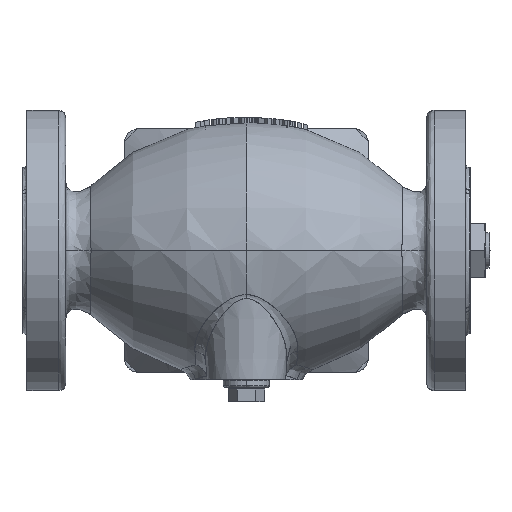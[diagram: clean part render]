
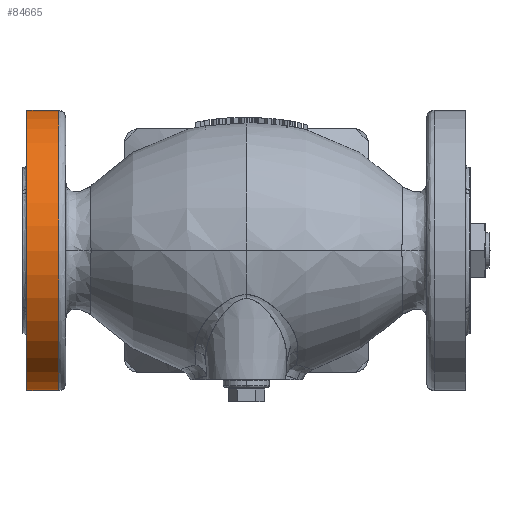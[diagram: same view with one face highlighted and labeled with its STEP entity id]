
A CAD part, front view. The second image highlights one B-rep face of the part: STEP entity #84665.
In plain terms, the highlighted cylindrical face has radius 57.5 mm (diameter 115 mm), a partial arc.
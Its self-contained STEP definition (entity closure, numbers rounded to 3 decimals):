
#2007 = EDGE_CURVE ( 'NONE', #111665, #124663, #98363, .T. ) ;
#2902 = DIRECTION ( 'NONE',  ( 1., 0., 0. ) ) ;
#3500 = ORIENTED_EDGE ( 'NONE', *, *, #19555, .T. ) ;
#3615 = VECTOR ( 'NONE', #2902, 1000. ) ;
#4808 = CARTESIAN_POINT ( 'NONE',  ( -77., 0., -57.5 ) ) ;
#8341 = AXIS2_PLACEMENT_3D ( 'NONE', #87646, #29834, #97372 ) ;
#13133 = AXIS2_PLACEMENT_3D ( 'NONE', #52381, #42660, #110073 ) ;
#19555 = EDGE_CURVE ( 'NONE', #67378, #39212, #58199, .T. ) ;
#29128 = EDGE_CURVE ( 'NONE', #39212, #111665, #80649, .T. ) ;
#29834 = DIRECTION ( 'NONE',  ( 1., 0., 0. ) ) ;
#35810 = CARTESIAN_POINT ( 'NONE',  ( -74., 0., 57.5 ) ) ;
#39212 = VERTEX_POINT ( 'NONE', #49305 ) ;
#42660 = DIRECTION ( 'NONE',  ( -1., 0., 0. ) ) ;
#43592 = ORIENTED_EDGE ( 'NONE', *, *, #2007, .T. ) ;
#45331 = VECTOR ( 'NONE', #122625, 1000. ) ;
#48735 = EDGE_LOOP ( 'NONE', ( #107190, #3500, #102599, #43592 ) ) ;
#49305 = CARTESIAN_POINT ( 'NONE',  ( -90., 0., -57.5 ) ) ;
#52381 = CARTESIAN_POINT ( 'NONE',  ( -74., 0., 0. ) ) ;
#56820 = CARTESIAN_POINT ( 'NONE',  ( -77., 0., 57.5 ) ) ;
#58199 = CIRCLE ( 'NONE', #8341, 57.5 ) ;
#62904 = AXIS2_PLACEMENT_3D ( 'NONE', #90476, #65571, #91062 ) ;
#65314 = FACE_OUTER_BOUND ( 'NONE', #48735, .T. ) ;
#65571 = DIRECTION ( 'NONE',  ( -1., 0., 0. ) ) ;
#67378 = VERTEX_POINT ( 'NONE', #78520 ) ;
#74053 = LINE ( 'NONE', #35810, #45331 ) ;
#78520 = CARTESIAN_POINT ( 'NONE',  ( -90., 0., 57.5 ) ) ;
#80649 = LINE ( 'NONE', #118024, #3615 ) ;
#84665 = ADVANCED_FACE ( 'NONE', ( #65314 ), #113506, .T. ) ;
#87646 = CARTESIAN_POINT ( 'NONE',  ( -90., 0., 0. ) ) ;
#90476 = CARTESIAN_POINT ( 'NONE',  ( -77., 0., 0. ) ) ;
#91062 = DIRECTION ( 'NONE',  ( 0., 0., 1. ) ) ;
#97372 = DIRECTION ( 'NONE',  ( 0., 0., 1. ) ) ;
#98363 = CIRCLE ( 'NONE', #62904, 57.5 ) ;
#102599 = ORIENTED_EDGE ( 'NONE', *, *, #29128, .T. ) ;
#104745 = EDGE_CURVE ( 'NONE', #124663, #67378, #74053, .T. ) ;
#107190 = ORIENTED_EDGE ( 'NONE', *, *, #104745, .T. ) ;
#110073 = DIRECTION ( 'NONE',  ( 0., 0., 1. ) ) ;
#111665 = VERTEX_POINT ( 'NONE', #4808 ) ;
#113506 = CYLINDRICAL_SURFACE ( 'NONE', #13133, 57.5 ) ;
#118024 = CARTESIAN_POINT ( 'NONE',  ( -74., 0., -57.5 ) ) ;
#122625 = DIRECTION ( 'NONE',  ( -1., 0., 0. ) ) ;
#124663 = VERTEX_POINT ( 'NONE', #56820 ) ;
